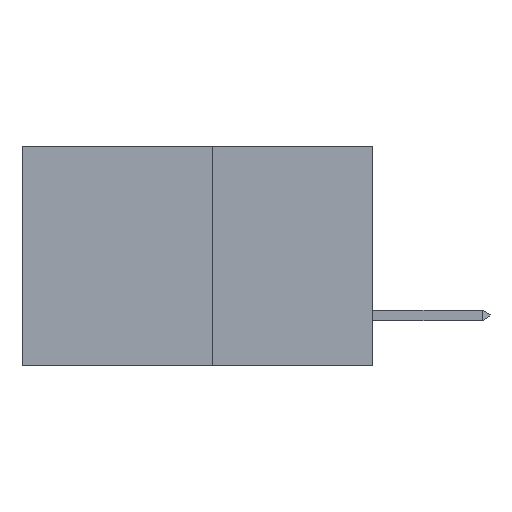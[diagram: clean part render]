
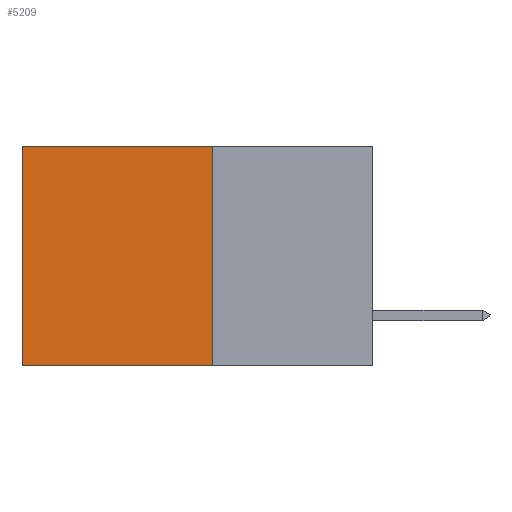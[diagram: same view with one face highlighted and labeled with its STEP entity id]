
A CAD part, left-side view. The second image highlights one B-rep face of the part: STEP entity #5209.
In plain terms, the highlighted planar face has unit normal (-1, 0, 0).
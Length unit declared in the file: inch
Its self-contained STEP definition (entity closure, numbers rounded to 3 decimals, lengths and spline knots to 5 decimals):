
#1541 = DIRECTION ( 'NONE',  ( 0., 1., 0. ) ) ;
#2426 = ORIENTED_EDGE ( 'NONE', *, *, #18860, .T. ) ;
#2619 = CARTESIAN_POINT ( 'NONE',  ( 0.277, 0.59, 0. ) ) ;
#4518 = DIRECTION ( 'NONE',  ( 0., 0., -1. ) ) ;
#5209 = ADVANCED_FACE ( 'NONE', ( #18276 ), #22872, .F. ) ;
#5570 = AXIS2_PLACEMENT_3D ( 'NONE', #22863, #22565, #22536 ) ;
#5910 = ORIENTED_EDGE ( 'NONE', *, *, #9766, .F. ) ;
#5943 = VECTOR ( 'NONE', #1541, 39.37008 ) ;
#8338 = CARTESIAN_POINT ( 'NONE',  ( 0.277, 0.27, 0. ) ) ;
#9677 = EDGE_LOOP ( 'NONE', ( #12772, #5910, #27066, #2426 ) ) ;
#9766 = EDGE_CURVE ( 'NONE', #14628, #11208, #11506, .T. ) ;
#11208 = VERTEX_POINT ( 'NONE', #17749 ) ;
#11506 = LINE ( 'NONE', #22422, #5943 ) ;
#11801 = CARTESIAN_POINT ( 'NONE',  ( 0.277, 0.27, -0.37 ) ) ;
#12772 = ORIENTED_EDGE ( 'NONE', *, *, #23468, .T. ) ;
#13111 = VERTEX_POINT ( 'NONE', #2619 ) ;
#14628 = VERTEX_POINT ( 'NONE', #11801 ) ;
#15254 = VECTOR ( 'NONE', #20815, 39.37008 ) ;
#16276 = VECTOR ( 'NONE', #4518, 39.37008 ) ;
#16919 = LINE ( 'NONE', #25381, #16276 ) ;
#17749 = CARTESIAN_POINT ( 'NONE',  ( 0.277, 0.59, -0.37 ) ) ;
#18276 = FACE_OUTER_BOUND ( 'NONE', #9677, .T. ) ;
#18439 = VERTEX_POINT ( 'NONE', #25860 ) ;
#18860 = EDGE_CURVE ( 'NONE', #18439, #13111, #26433, .T. ) ;
#20373 = CARTESIAN_POINT ( 'NONE',  ( 0.277, 0.27, -0.37 ) ) ;
#20815 = DIRECTION ( 'NONE',  ( 0., 1., 0. ) ) ;
#22422 = CARTESIAN_POINT ( 'NONE',  ( 0.277, 0.27, -0.37 ) ) ;
#22536 = DIRECTION ( 'NONE',  ( 0., 0., -1. ) ) ;
#22565 = DIRECTION ( 'NONE',  ( 1., 0., 0. ) ) ;
#22863 = CARTESIAN_POINT ( 'NONE',  ( 0.277, 0.27, -0.37 ) ) ;
#22872 = PLANE ( 'NONE',  #5570 ) ;
#23316 = EDGE_CURVE ( 'NONE', #18439, #14628, #26493, .T. ) ;
#23468 = EDGE_CURVE ( 'NONE', #13111, #11208, #16919, .T. ) ;
#24629 = DIRECTION ( 'NONE',  ( 0., 0., -1. ) ) ;
#25381 = CARTESIAN_POINT ( 'NONE',  ( 0.277, 0.59, -0.37 ) ) ;
#25838 = VECTOR ( 'NONE', #24629, 39.37008 ) ;
#25860 = CARTESIAN_POINT ( 'NONE',  ( 0.277, 0.27, 0. ) ) ;
#26433 = LINE ( 'NONE', #8338, #15254 ) ;
#26493 = LINE ( 'NONE', #20373, #25838 ) ;
#27066 = ORIENTED_EDGE ( 'NONE', *, *, #23316, .F. ) ;
